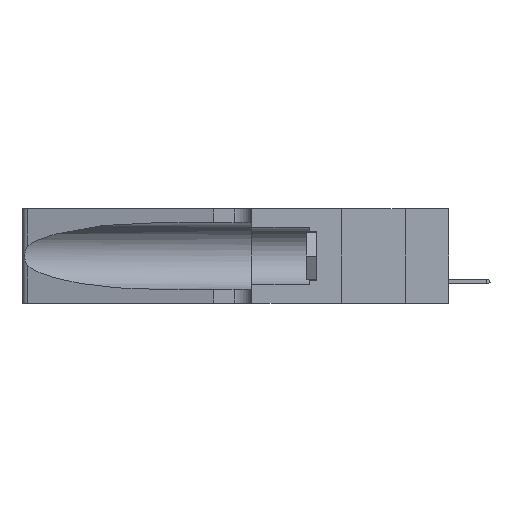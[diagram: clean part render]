
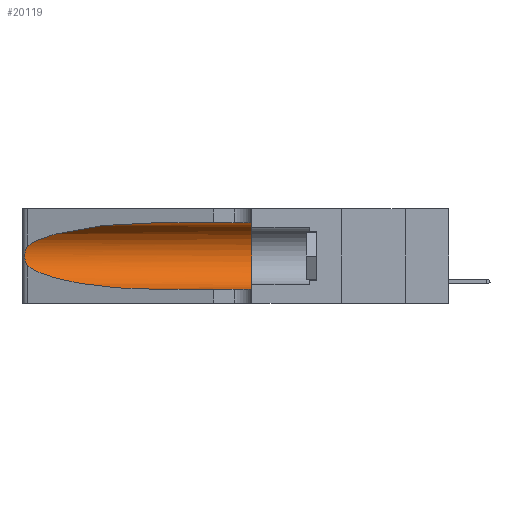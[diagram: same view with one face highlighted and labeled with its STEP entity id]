
A CAD part, left-side view. The second image highlights one B-rep face of the part: STEP entity #20119.
In plain terms, the highlighted cylindrical face has radius 3.308 mm (diameter 6.617 mm), a partial arc.
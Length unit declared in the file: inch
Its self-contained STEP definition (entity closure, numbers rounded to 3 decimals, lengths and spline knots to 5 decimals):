
#932 = CIRCLE ( 'NONE', #22670, 0.13025 ) ;
#968 = ORIENTED_EDGE ( 'NONE', *, *, #4817, .T. ) ;
#1196 = CARTESIAN_POINT ( 'NONE',  ( 0.25555, 1.22994, 0.2215 ) ) ;
#1681 = LINE ( 'NONE', #8208, #14781 ) ;
#2353 = VECTOR ( 'NONE', #12878, 39.37008 ) ;
#2369 = CARTESIAN_POINT ( 'NONE',  ( 0.2373, 1.15595, 0.08982 ) ) ;
#2759 = DIRECTION ( 'NONE',  ( 0., -1., 0. ) ) ;
#3141 = EDGE_LOOP ( 'NONE', ( #13742, #3476, #968, #5546, #4494, #24748 ) ) ;
#3268 = CARTESIAN_POINT ( 'NONE',  ( 0.25854, 1.2359, 0.20912 ) ) ;
#3385 = CARTESIAN_POINT ( 'NONE',  ( 0.1305, 0.72297, 0.31525 ) ) ;
#3476 = ORIENTED_EDGE ( 'NONE', *, *, #23371, .T. ) ;
#3527 = B_SPLINE_CURVE_WITH_KNOTS ( 'NONE', 3,
 ( #15874, #1196, #15524, #17959, #3268, #17877, #26011, #5349, #21911, #19680, #21745, #13734, #15692, #15785 ),
 .UNSPECIFIED., .F., .F.,
 ( 4, 2, 2, 2, 2, 2, 4 ),
 ( 0., 0.00027, 0.00053, 0.00107, 0.0016, 0.00187, 0.00214 ),
 .UNSPECIFIED. ) ;
#4494 = ORIENTED_EDGE ( 'NONE', *, *, #19451, .F. ) ;
#4817 = EDGE_CURVE ( 'NONE', #22895, #18114, #7486, .T. ) ;
#5315 = VERTEX_POINT ( 'NONE', #26392 ) ;
#5349 = CARTESIAN_POINT ( 'NONE',  ( 0.26075, 1.23896, 0.178 ) ) ;
#5529 = CARTESIAN_POINT ( 'NONE',  ( 0.1305, 0.35, 0.31525 ) ) ;
#5546 = ORIENTED_EDGE ( 'NONE', *, *, #22107, .T. ) ;
#6147 = CARTESIAN_POINT ( 'NONE',  ( 0.1305, 1.61858, 0.185 ) ) ;
#7486 =( BOUNDED_CURVE ( )  B_SPLINE_CURVE ( 3, ( #12343, #2369, #12590, #10218 ),
 .UNSPECIFIED., .F., .T. ) 
 B_SPLINE_CURVE_WITH_KNOTS ( ( 4, 4 ),
 ( 3.44316, 4.71239 ),
 .UNSPECIFIED. ) 
 CURVE ( )  GEOMETRIC_REPRESENTATION_ITEM ( )  RATIONAL_B_SPLINE_CURVE ( ( 1., 0.87, 0.87, 1. ) ) 
 REPRESENTATION_ITEM ( '' )  );
#7882 = LINE ( 'NONE', #22876, #2353 ) ;
#8208 = CARTESIAN_POINT ( 'NONE',  ( 0.1305, 1.61858, 0.31525 ) ) ;
#8977 =( BOUNDED_CURVE ( )  B_SPLINE_CURVE ( 3, ( #18991, #19262, #23309, #25443 ),
 .UNSPECIFIED., .F., .F. ) 
 B_SPLINE_CURVE_WITH_KNOTS ( ( 4, 4 ),
 ( 1.5708, 2.84003 ),
 .UNSPECIFIED. ) 
 CURVE ( )  GEOMETRIC_REPRESENTATION_ITEM ( )  RATIONAL_B_SPLINE_CURVE ( ( 1., 0.87, 0.87, 1. ) ) 
 REPRESENTATION_ITEM ( '' )  );
#10216 = FACE_OUTER_BOUND ( 'NONE', #3141, .T. ) ;
#10218 = CARTESIAN_POINT ( 'NONE',  ( 0.1305, 0.72297, 0.05475 ) ) ;
#10267 = DIRECTION ( 'NONE',  ( 0., 0., -1. ) ) ;
#10541 = DIRECTION ( 'NONE',  ( 0., 1., 0. ) ) ;
#12343 = CARTESIAN_POINT ( 'NONE',  ( 0.25487, 1.22718, 0.14631 ) ) ;
#12528 = EDGE_CURVE ( 'NONE', #19767, #25058, #1681, .T. ) ;
#12590 = CARTESIAN_POINT ( 'NONE',  ( 0.18966, 0.96281, 0.05475 ) ) ;
#12878 = DIRECTION ( 'NONE',  ( 0., -1., 0. ) ) ;
#13295 = EDGE_CURVE ( 'NONE', #19767, #26300, #8977, .T. ) ;
#13734 = CARTESIAN_POINT ( 'NONE',  ( 0.25639, 1.23186, 0.15144 ) ) ;
#13742 = ORIENTED_EDGE ( 'NONE', *, *, #13295, .T. ) ;
#14435 = DIRECTION ( 'NONE',  ( 0., -1., 0. ) ) ;
#14781 = VECTOR ( 'NONE', #2759, 39.37008 ) ;
#15524 = CARTESIAN_POINT ( 'NONE',  ( 0.25639, 1.23184, 0.21858 ) ) ;
#15692 = CARTESIAN_POINT ( 'NONE',  ( 0.25555, 1.22993, 0.14849 ) ) ;
#15785 = CARTESIAN_POINT ( 'NONE',  ( 0.25487, 1.22718, 0.14631 ) ) ;
#15874 = CARTESIAN_POINT ( 'NONE',  ( 0.25487, 1.22718, 0.22369 ) ) ;
#16497 = AXIS2_PLACEMENT_3D ( 'NONE', #6147, #14435, #10267 ) ;
#16549 = CARTESIAN_POINT ( 'NONE',  ( 0.1305, 0.72297, 0.05475 ) ) ;
#17877 = CARTESIAN_POINT ( 'NONE',  ( 0.26018, 1.23835, 0.19895 ) ) ;
#17959 = CARTESIAN_POINT ( 'NONE',  ( 0.25787, 1.23484, 0.2124 ) ) ;
#18114 = VERTEX_POINT ( 'NONE', #16549 ) ;
#18991 = CARTESIAN_POINT ( 'NONE',  ( 0.1305, 0.72297, 0.31525 ) ) ;
#19262 = CARTESIAN_POINT ( 'NONE',  ( 0.18966, 0.96281, 0.31525 ) ) ;
#19451 = EDGE_CURVE ( 'NONE', #25058, #5315, #932, .T. ) ;
#19680 = CARTESIAN_POINT ( 'NONE',  ( 0.25856, 1.23593, 0.16098 ) ) ;
#19767 = VERTEX_POINT ( 'NONE', #3385 ) ;
#19835 = CYLINDRICAL_SURFACE ( 'NONE', #16497, 0.13025 ) ;
#20119 = ADVANCED_FACE ( 'NONE', ( #10216 ), #19835, .F. ) ;
#20671 = CARTESIAN_POINT ( 'NONE',  ( 0.1305, 0.35, 0.185 ) ) ;
#21508 = CARTESIAN_POINT ( 'NONE',  ( 0.25487, 1.22718, 0.14631 ) ) ;
#21745 = CARTESIAN_POINT ( 'NONE',  ( 0.25789, 1.23486, 0.15765 ) ) ;
#21911 = CARTESIAN_POINT ( 'NONE',  ( 0.26017, 1.23833, 0.17102 ) ) ;
#22107 = EDGE_CURVE ( 'NONE', #18114, #5315, #7882, .T. ) ;
#22670 = AXIS2_PLACEMENT_3D ( 'NONE', #20671, #10541, #24892 ) ;
#22876 = CARTESIAN_POINT ( 'NONE',  ( 0.1305, 1.61858, 0.05475 ) ) ;
#22895 = VERTEX_POINT ( 'NONE', #21508 ) ;
#23309 = CARTESIAN_POINT ( 'NONE',  ( 0.2373, 1.15595, 0.28018 ) ) ;
#23371 = EDGE_CURVE ( 'NONE', #26300, #22895, #3527, .T. ) ;
#24748 = ORIENTED_EDGE ( 'NONE', *, *, #12528, .F. ) ;
#24892 = DIRECTION ( 'NONE',  ( 0., 0., 1. ) ) ;
#25058 = VERTEX_POINT ( 'NONE', #5529 ) ;
#25291 = CARTESIAN_POINT ( 'NONE',  ( 0.25487, 1.22718, 0.22369 ) ) ;
#25443 = CARTESIAN_POINT ( 'NONE',  ( 0.25487, 1.22718, 0.22369 ) ) ;
#26011 = CARTESIAN_POINT ( 'NONE',  ( 0.26075, 1.23896, 0.19203 ) ) ;
#26300 = VERTEX_POINT ( 'NONE', #25291 ) ;
#26392 = CARTESIAN_POINT ( 'NONE',  ( 0.1305, 0.35, 0.05475 ) ) ;
